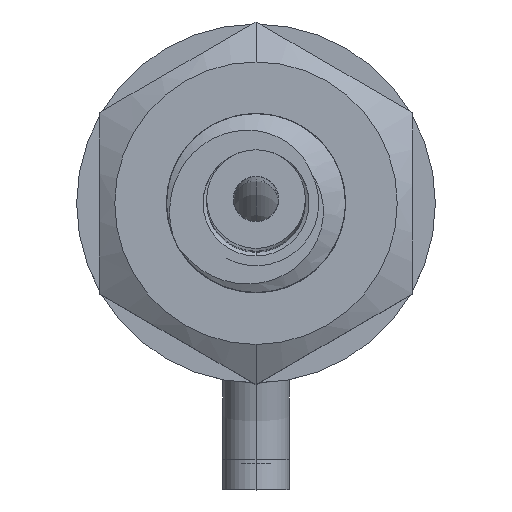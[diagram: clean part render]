
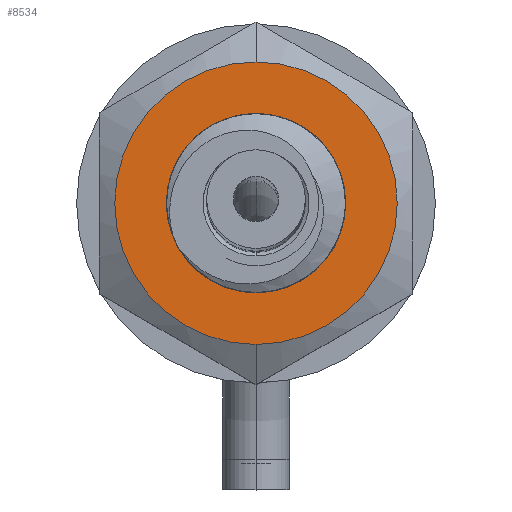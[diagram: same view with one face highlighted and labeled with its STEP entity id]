
A CAD part, top view. The second image highlights one B-rep face of the part: STEP entity #8534.
In plain terms, the highlighted planar face has unit normal (0, 0, 1).
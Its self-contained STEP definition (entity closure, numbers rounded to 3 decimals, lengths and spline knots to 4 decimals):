
#8225=CARTESIAN_POINT('',(0.,0.,2.544));
#8226=DIRECTION('',(0.,0.,1.));
#8227=DIRECTION('',(-1.,0.,0.));
#8228=AXIS2_PLACEMENT_3D('',#8225,#8226,#8227);
#8230=CARTESIAN_POINT('',(0.,0.,2.544));
#8231=DIRECTION('',(0.,0.,1.));
#8232=DIRECTION('',(1.,0.,0.));
#8233=AXIS2_PLACEMENT_3D('',#8230,#8231,#8232);
#8235=CARTESIAN_POINT('',(0.,0.,2.544));
#8236=DIRECTION('',(0.,0.,1.));
#8237=DIRECTION('',(0.,1.,0.));
#8238=AXIS2_PLACEMENT_3D('',#8235,#8236,#8237);
#8240=CARTESIAN_POINT('',(0.,0.,2.544));
#8241=DIRECTION('',(0.,0.,1.));
#8242=DIRECTION('',(0.,-1.,0.));
#8243=AXIS2_PLACEMENT_3D('',#8240,#8241,#8242);
#8442=CARTESIAN_POINT('',(-1.65,0.,2.544));
#8444=VERTEX_POINT('',#8442);
#8446=CARTESIAN_POINT('',(1.65,0.,2.544));
#8448=VERTEX_POINT('',#8446);
#8449=CARTESIAN_POINT('',(0.,3.15,2.544));
#8451=VERTEX_POINT('',#8449);
#8457=CARTESIAN_POINT('',(0.,-3.15,2.544));
#8459=VERTEX_POINT('',#8457);
#8519=CARTESIAN_POINT('',(0.,0.,2.544));
#8520=DIRECTION('',(0.,0.,1.));
#8521=DIRECTION('',(1.,0.,0.));
#8522=AXIS2_PLACEMENT_3D('',#8519,#8520,#8521);
#8523=PLANE('',#8522);
#8525=ORIENTED_EDGE('',*,*,#8524,.F.);
#8527=ORIENTED_EDGE('',*,*,#8526,.F.);
#8528=EDGE_LOOP('',(#8525,#8527));
#8529=FACE_OUTER_BOUND('',#8528,.F.);
#8530=ORIENTED_EDGE('',*,*,#8501,.T.);
#8531=ORIENTED_EDGE('',*,*,#8512,.T.);
#8532=EDGE_LOOP('',(#8530,#8531));
#8533=FACE_BOUND('',#8532,.F.);
#8534=ADVANCED_FACE('',(#8529,#8533),#8523,.T.);
#8229=CIRCLE('',#8228,1.65);
#8234=CIRCLE('',#8233,1.65);
#8239=CIRCLE('',#8238,3.15);
#8244=CIRCLE('',#8243,3.15);
#8501=EDGE_CURVE('',#8444,#8448,#8229,.T.);
#8512=EDGE_CURVE('',#8448,#8444,#8234,.T.);
#8524=EDGE_CURVE('',#8451,#8459,#8239,.T.);
#8526=EDGE_CURVE('',#8459,#8451,#8244,.T.);
